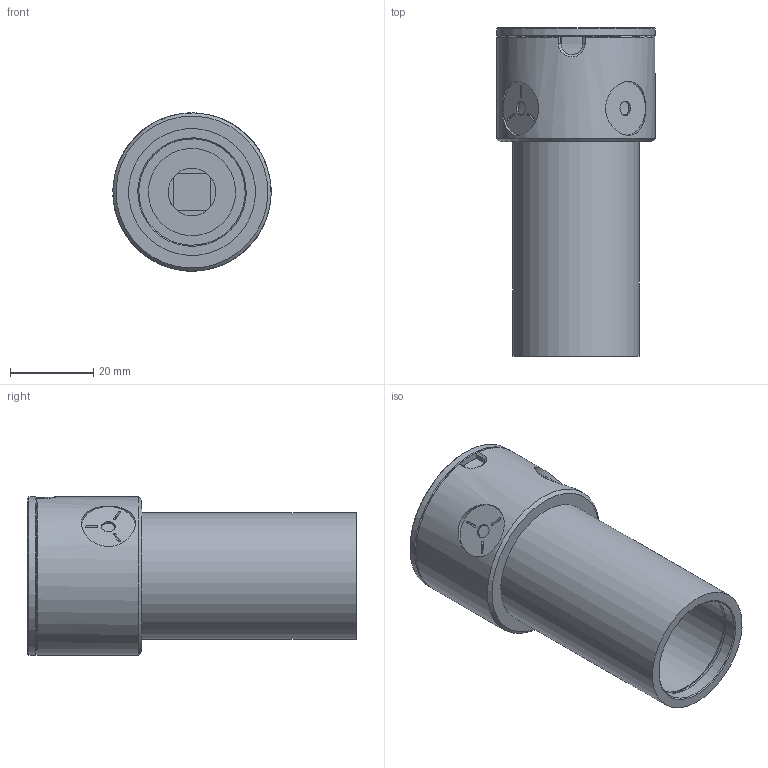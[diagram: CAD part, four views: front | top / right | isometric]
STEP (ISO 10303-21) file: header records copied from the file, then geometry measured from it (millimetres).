
FILE_DESCRIPTION (( 'STEP AP214' ), '1' );
FILE_NAME ('Ass_SK-9718.STEP', '2021-04-12T20:43:16', ( '' ), ( '' ), 'SwSTEP 2.0', 'SolidWorks 2020', '' );
FILE_SCHEMA (( 'AUTOMOTIVE_DESIGN' ));
Length unit declared in the file: millimetre
Products named in the file (3): 101449; Ass_SK-9718; SK-XXXX
Assembly tree (2 placements, depth 2):
  Ass_SK-9718
    SK-XXXX
    101449
Bounding box: 38.08 x 78.98 x 38.09 mm (x, y, z)
Volume: 38889.8 mm3; surface area: 17975.9 mm2
Topology: 5 solids, 7 shells, 127 faces, 267 edges, 169 vertices
Faces by surface type: plane 72, cylinder 34, cone 20, bspline 1
Full cylindrical faces by diameter (mm): 2.184 x3, 2.438 x3, 3.3 x1, 3.454 x1, 5.004 x3, 11.5 x1, 13 x2, 21 x1, 25.189 x1, 25.4 x1, 25.6 x3, 26.289 x2, 26.393 x1, 30.5 x1, 38.1 x2
Entity records: 4944 total; most frequent: CARTESIAN_POINT 1232, DIRECTION 541, ORIENTED_EDGE 424, AXIS2_PLACEMENT_3D 213, EDGE_CURVE 212, EDGE_LOOP 192, VERTEX_POINT 158, FACE_OUTER_BOUND 153
